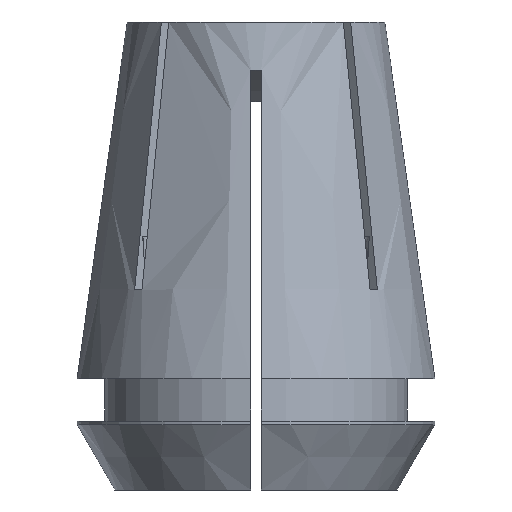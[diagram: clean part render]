
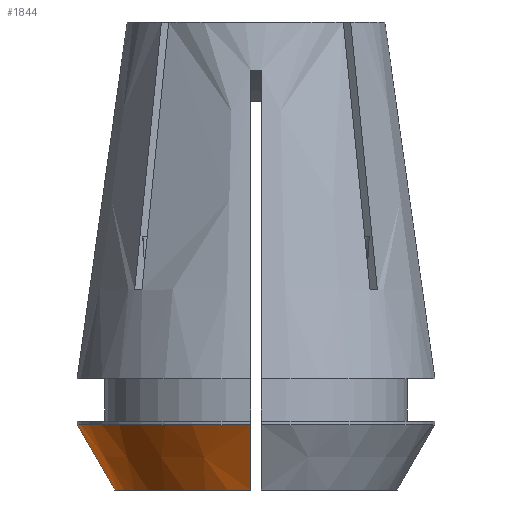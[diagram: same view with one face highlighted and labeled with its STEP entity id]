
A CAD part, front view. The second image highlights one B-rep face of the part: STEP entity #1844.
In plain terms, the highlighted conical face has half-angle 30 degrees and reference radius 10.263 mm.
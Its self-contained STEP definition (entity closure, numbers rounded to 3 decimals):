
#145 = CARTESIAN_POINT ( 'NONE',  ( -0.375, -11.575, -31.718 ) ) ;
#161 = CARTESIAN_POINT ( 'NONE',  ( -0.375, -10.256, -34. ) ) ;
#191 = VERTEX_POINT ( 'NONE', #1023 ) ;
#229 = CARTESIAN_POINT ( 'NONE',  ( -0.375, -10.256, -34. ) ) ;
#241 = CARTESIAN_POINT ( 'NONE',  ( -11.135, -0.375, -32.479 ) ) ;
#286 = AXIS2_PLACEMENT_3D ( 'NONE', #1665, #1687, #1117 ) ;
#314 = EDGE_CURVE ( 'NONE', #2374, #191, #2742, .T. ) ;
#373 = EDGE_CURVE ( 'NONE', #885, #191, #792, .T. ) ;
#499 = DIRECTION ( 'NONE',  ( 0., 0., 1. ) ) ;
#519 = FACE_OUTER_BOUND ( 'NONE', #1618, .T. ) ;
#558 = ORIENTED_EDGE ( 'NONE', *, *, #903, .T. ) ;
#563 = CIRCLE ( 'NONE', #840, 10.263 ) ;
#570 = CARTESIAN_POINT ( 'NONE',  ( -10.256, -0.375, -34. ) ) ;
#663 = ORIENTED_EDGE ( 'NONE', *, *, #314, .T. ) ;
#792 = CIRCLE ( 'NONE', #286, 13. ) ;
#808 = CARTESIAN_POINT ( 'NONE',  ( -0.375, -10.696, -33.239 ) ) ;
#840 = AXIS2_PLACEMENT_3D ( 'NONE', #2520, #499, #965 ) ;
#885 = VERTEX_POINT ( 'NONE', #1876 ) ;
#903 = EDGE_CURVE ( 'NONE', #2625, #2374, #563, .T. ) ;
#918 = CARTESIAN_POINT ( 'NONE',  ( -10.256, -0.375, -34. ) ) ;
#964 = AXIS2_PLACEMENT_3D ( 'NONE', #2039, #1554, #2174 ) ;
#965 = DIRECTION ( 'NONE',  ( 1., 0., 0. ) ) ;
#1023 = CARTESIAN_POINT ( 'NONE',  ( -0.375, -12.995, -29.259 ) ) ;
#1046 = CARTESIAN_POINT ( 'NONE',  ( -10.696, -0.375, -33.239 ) ) ;
#1117 = DIRECTION ( 'NONE',  ( 1., 0., 0. ) ) ;
#1554 = DIRECTION ( 'NONE',  ( 0., 0., 1. ) ) ;
#1580 = CARTESIAN_POINT ( 'NONE',  ( -0.375, -11.135, -32.479 ) ) ;
#1618 = EDGE_LOOP ( 'NONE', ( #2530, #558, #663, #1703 ) ) ;
#1629 = CARTESIAN_POINT ( 'NONE',  ( -0.375, -12.995, -29.259 ) ) ;
#1665 = CARTESIAN_POINT ( 'NONE',  ( 0., 0., -29.259 ) ) ;
#1687 = DIRECTION ( 'NONE',  ( 0., 0., 1. ) ) ;
#1703 = ORIENTED_EDGE ( 'NONE', *, *, #373, .F. ) ;
#1734 = EDGE_CURVE ( 'NONE', #2625, #885, #2221, .T. ) ;
#1744 = CARTESIAN_POINT ( 'NONE',  ( -11.575, -0.375, -31.718 ) ) ;
#1773 = CARTESIAN_POINT ( 'NONE',  ( -0.375, -12.048, -30.898 ) ) ;
#1844 = ADVANCED_FACE ( 'NONE', ( #519 ), #2923, .T. ) ;
#1876 = CARTESIAN_POINT ( 'NONE',  ( -12.995, -0.375, -29.259 ) ) ;
#1891 = CARTESIAN_POINT ( 'NONE',  ( -12.048, -0.375, -30.898 ) ) ;
#2039 = CARTESIAN_POINT ( 'NONE',  ( 0., 0., -34. ) ) ;
#2174 = DIRECTION ( 'NONE',  ( 1., 0., 0. ) ) ;
#2221 = B_SPLINE_CURVE_WITH_KNOTS ( 'NONE', 3,
 ( #570, #1046, #241, #1744, #1891, #2686, #2345 ),
 .UNSPECIFIED., .F., .F.,
 ( 4, 3, 4 ),
 ( 0.013, 0.015, 0.018 ),
 .UNSPECIFIED. ) ;
#2345 = CARTESIAN_POINT ( 'NONE',  ( -12.995, -0.375, -29.259 ) ) ;
#2374 = VERTEX_POINT ( 'NONE', #161 ) ;
#2520 = CARTESIAN_POINT ( 'NONE',  ( 0., 0., -34. ) ) ;
#2530 = ORIENTED_EDGE ( 'NONE', *, *, #1734, .F. ) ;
#2625 = VERTEX_POINT ( 'NONE', #918 ) ;
#2686 = CARTESIAN_POINT ( 'NONE',  ( -12.521, -0.375, -30.079 ) ) ;
#2742 = B_SPLINE_CURVE_WITH_KNOTS ( 'NONE', 3,
 ( #229, #808, #1580, #145, #1773, #2834, #1629 ),
 .UNSPECIFIED., .F., .F.,
 ( 4, 3, 4 ),
 ( 0.013, 0.015, 0.018 ),
 .UNSPECIFIED. ) ;
#2834 = CARTESIAN_POINT ( 'NONE',  ( -0.375, -12.521, -30.079 ) ) ;
#2923 = CONICAL_SURFACE ( 'NONE', #964, 10.263, 0.524 ) ;
